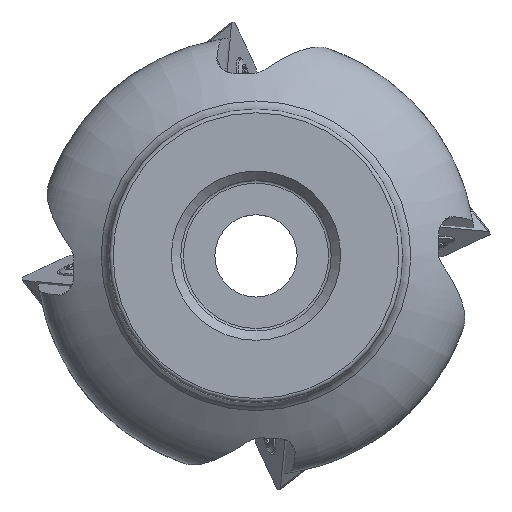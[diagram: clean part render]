
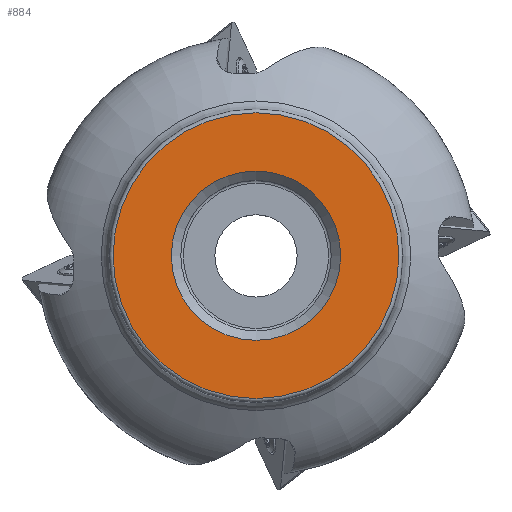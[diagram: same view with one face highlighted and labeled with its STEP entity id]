
A CAD part, top view. The second image highlights one B-rep face of the part: STEP entity #884.
In plain terms, the highlighted planar face has unit normal (0, 0, 1).
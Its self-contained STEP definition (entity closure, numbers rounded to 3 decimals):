
#270=FACE_BOUND('',#1385,.T.);
#271=FACE_BOUND('',#1386,.T.);
#400=PLANE('',#4585);
#884=ADVANCED_FACE('',(#270,#271),#400,.T.);
#1385=EDGE_LOOP('',(#2100));
#1386=EDGE_LOOP('',(#2101));
#1717=CIRCLE('',#4583,18.006);
#1718=CIRCLE('',#4584,30.393);
#2100=ORIENTED_EDGE('',*,*,#3733,.F.);
#2101=ORIENTED_EDGE('',*,*,#3734,.T.);
#3282=VERTEX_POINT('',#7309);
#3283=VERTEX_POINT('',#7311);
#3733=EDGE_CURVE('',#3282,#3282,#1717,.T.);
#3734=EDGE_CURVE('',#3283,#3283,#1718,.T.);
#4583=AXIS2_PLACEMENT_3D('',#7308,#5209,#5210);
#4584=AXIS2_PLACEMENT_3D('',#7310,#5211,#5212);
#4585=AXIS2_PLACEMENT_3D('',#7312,#5213,#5214);
#5209=DIRECTION('',(0.,0.,1.));
#5210=DIRECTION('',(0.,1.,0.));
#5211=DIRECTION('',(0.,0.,1.));
#5212=DIRECTION('',(0.,1.,0.));
#5213=DIRECTION('',(0.,0.,1.));
#5214=DIRECTION('',(0.,1.,0.));
#7308=CARTESIAN_POINT('',(0.,0.,0.));
#7309=CARTESIAN_POINT('',(0.,18.006,0.));
#7310=CARTESIAN_POINT('',(0.,0.,0.));
#7311=CARTESIAN_POINT('',(0.,30.393,0.));
#7312=CARTESIAN_POINT('',(0.,0.,0.));
